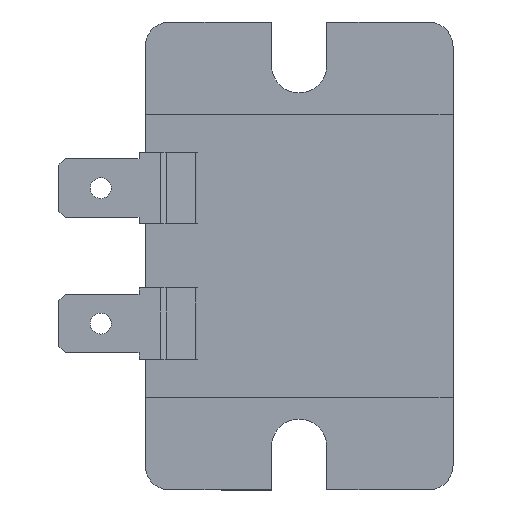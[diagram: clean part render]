
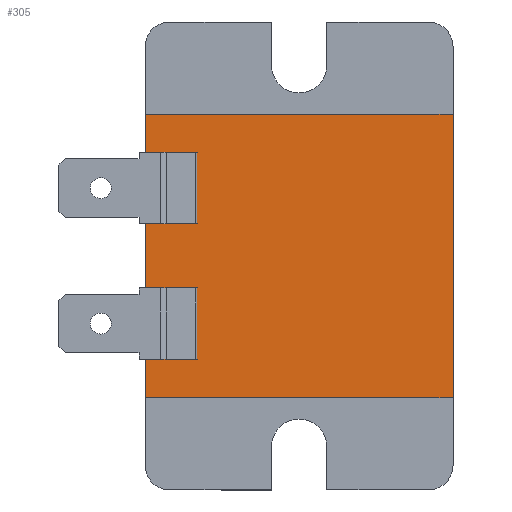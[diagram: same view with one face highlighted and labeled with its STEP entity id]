
A CAD part, top view. The second image highlights one B-rep face of the part: STEP entity #305.
In plain terms, the highlighted planar face has unit normal (0, 0, 1).
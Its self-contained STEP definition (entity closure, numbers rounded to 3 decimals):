
#21 = CARTESIAN_POINT ( 'NONE',  ( 0., 0., 5.5 ) ) ;
#69 = VERTEX_POINT ( 'NONE', #924 ) ;
#184 = CARTESIAN_POINT ( 'NONE',  ( 0., 23., 5.5 ) ) ;
#273 = ORIENTED_EDGE ( 'NONE', *, *, #2536, .T. ) ;
#274 = VERTEX_POINT ( 'NONE', #1589 ) ;
#305 = ADVANCED_FACE ( 'NONE', ( #1104 ), #2974, .T. ) ;
#355 = CARTESIAN_POINT ( 'NONE',  ( -25., 0., 5.5 ) ) ;
#367 = EDGE_CURVE ( 'NONE', #3025, #69, #2062, .T. ) ;
#504 = AXIS2_PLACEMENT_3D ( 'NONE', #1576, #1818, #896 ) ;
#671 = VECTOR ( 'NONE', #2770, 1000. ) ;
#710 = ORIENTED_EDGE ( 'NONE', *, *, #1308, .T. ) ;
#896 = DIRECTION ( 'NONE',  ( 1., 0., 0. ) ) ;
#924 = CARTESIAN_POINT ( 'NONE',  ( 0., 0., 5.5 ) ) ;
#1104 = FACE_OUTER_BOUND ( 'NONE', #1359, .T. ) ;
#1292 = DIRECTION ( 'NONE',  ( 0., -1., 0. ) ) ;
#1308 = EDGE_CURVE ( 'NONE', #274, #69, #1891, .T. ) ;
#1332 = ORIENTED_EDGE ( 'NONE', *, *, #367, .F. ) ;
#1359 = EDGE_LOOP ( 'NONE', ( #1332, #2217, #273, #710 ) ) ;
#1549 = VECTOR ( 'NONE', #1292, 1000. ) ;
#1576 = CARTESIAN_POINT ( 'NONE',  ( 0., 0., 5.5 ) ) ;
#1589 = CARTESIAN_POINT ( 'NONE',  ( -25., 0., 5.5 ) ) ;
#1755 = VECTOR ( 'NONE', #2844, 1000. ) ;
#1818 = DIRECTION ( 'NONE',  ( 0., 0., 1. ) ) ;
#1830 = CARTESIAN_POINT ( 'NONE',  ( 0., 0., 5.5 ) ) ;
#1891 = LINE ( 'NONE', #21, #1755 ) ;
#2062 = LINE ( 'NONE', #1830, #2219 ) ;
#2217 = ORIENTED_EDGE ( 'NONE', *, *, #2305, .F. ) ;
#2219 = VECTOR ( 'NONE', #2774, 1000. ) ;
#2257 = VERTEX_POINT ( 'NONE', #2331 ) ;
#2305 = EDGE_CURVE ( 'NONE', #2257, #3025, #2987, .T. ) ;
#2331 = CARTESIAN_POINT ( 'NONE',  ( -25., 23., 5.5 ) ) ;
#2461 = LINE ( 'NONE', #355, #1549 ) ;
#2536 = EDGE_CURVE ( 'NONE', #2257, #274, #2461, .T. ) ;
#2755 = CARTESIAN_POINT ( 'NONE',  ( 0., 23., 5.5 ) ) ;
#2770 = DIRECTION ( 'NONE',  ( 1., 0., 0. ) ) ;
#2774 = DIRECTION ( 'NONE',  ( 0., -1., 0. ) ) ;
#2844 = DIRECTION ( 'NONE',  ( 1., 0., 0. ) ) ;
#2974 = PLANE ( 'NONE',  #504 ) ;
#2987 = LINE ( 'NONE', #2755, #671 ) ;
#3025 = VERTEX_POINT ( 'NONE', #184 ) ;
